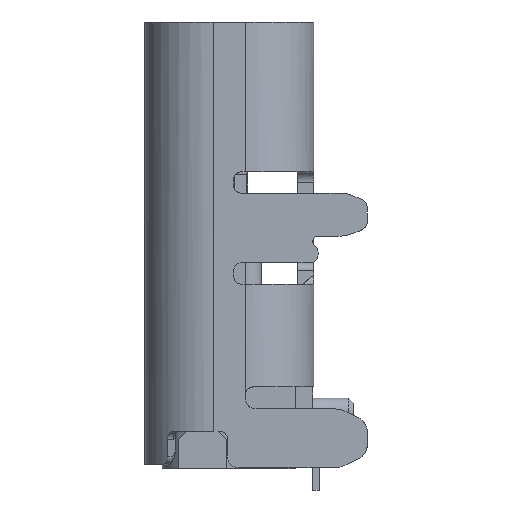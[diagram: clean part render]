
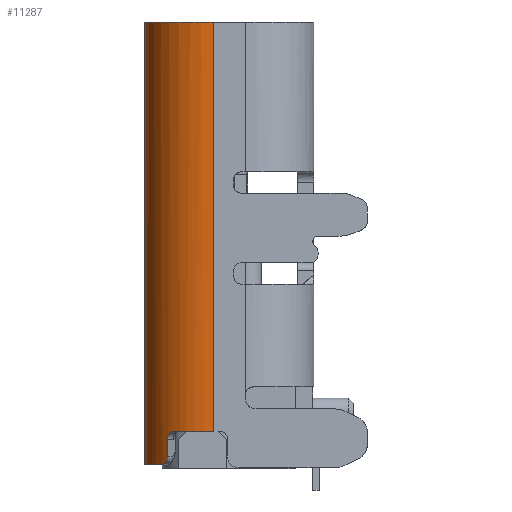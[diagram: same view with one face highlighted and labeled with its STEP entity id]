
A CAD part, left-side view. The second image highlights one B-rep face of the part: STEP entity #11287.
In plain terms, the highlighted cylindrical face has radius 1.28 mm (diameter 2.56 mm), a partial arc.
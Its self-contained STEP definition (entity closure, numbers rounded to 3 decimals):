
#1178 = B_SPLINE_CURVE_WITH_KNOTS ( 'NONE', 3,
 ( #48123, #39943, #20507, #48365, #40195, #13080 ),
 .UNSPECIFIED., .F., .F.,
 ( 4, 2, 4 ),
 ( 0., 0.5, 1. ),
 .UNSPECIFIED. ) ;
#2464 = CARTESIAN_POINT ( 'NONE',  ( 112.115, 2.416, -37.925 ) ) ;
#4576 = CARTESIAN_POINT ( 'NONE',  ( 111.772, 2.105, -37.408 ) ) ;
#4858 = CARTESIAN_POINT ( 'NONE',  ( 111.678, 1.986, -37.3 ) ) ;
#4904 = DIRECTION ( 'NONE',  ( 1., 0., 0. ) ) ;
#5614 = ORIENTED_EDGE ( 'NONE', *, *, #28059, .T. ) ;
#6334 = VECTOR ( 'NONE', #37674, 1000. ) ;
#6830 = CARTESIAN_POINT ( 'NONE',  ( 111.584, 1.836, -37.3 ) ) ;
#6862 = ORIENTED_EDGE ( 'NONE', *, *, #9708, .T. ) ;
#7238 = CARTESIAN_POINT ( 'NONE',  ( 111.884, 2.215, -37.925 ) ) ;
#7664 = AXIS2_PLACEMENT_3D ( 'NONE', #31101, #26610, #15086 ) ;
#8372 = ORIENTED_EDGE ( 'NONE', *, *, #37186, .F. ) ;
#8808 = CARTESIAN_POINT ( 'NONE',  ( 111.481, 1.596, -37.3 ) ) ;
#8903 = CARTESIAN_POINT ( 'NONE',  ( 111.773, 2.105, -35.45 ) ) ;
#9435 = VERTEX_POINT ( 'NONE', #4858 ) ;
#9708 = EDGE_CURVE ( 'NONE', #21262, #11497, #31157, .T. ) ;
#10526 = LINE ( 'NONE', #40024, #48144 ) ;
#10808 = CARTESIAN_POINT ( 'NONE',  ( 112.725, 2.53, -37.3 ) ) ;
#11287 = ADVANCED_FACE ( 'NONE', ( #46700 ), #15499, .T. ) ;
#11497 = VERTEX_POINT ( 'NONE', #21134 ) ;
#11874 = EDGE_CURVE ( 'NONE', #39908, #27582, #33493, .T. ) ;
#12298 = EDGE_CURVE ( 'NONE', #31425, #19234, #33866, .T. ) ;
#12327 = CARTESIAN_POINT ( 'NONE',  ( 111.549, 1.755, -37.3 ) ) ;
#12896 = CARTESIAN_POINT ( 'NONE',  ( 112.725, 2.53, -29.65 ) ) ;
#13080 = CARTESIAN_POINT ( 'NONE',  ( 111.773, 2.105, -37.775 ) ) ;
#13256 = CARTESIAN_POINT ( 'NONE',  ( 111.762, 2.094, -37.373 ) ) ;
#14463 = CARTESIAN_POINT ( 'NONE',  ( 112.725, 2.53, -37.925 ) ) ;
#15086 = DIRECTION ( 'NONE',  ( 1., 0., 0. ) ) ;
#15499 = CYLINDRICAL_SURFACE ( 'NONE', #7664, 1.28 ) ;
#15663 = CARTESIAN_POINT ( 'NONE',  ( 112.419, 2.53, -37.925 ) ) ;
#15967 = EDGE_CURVE ( 'NONE', #31207, #24088, #36719, .T. ) ;
#16756 = B_SPLINE_CURVE_WITH_KNOTS ( 'NONE', 3,
 ( #44201, #4576, #13256, #28617, #16840, #28376 ),
 .UNSPECIFIED., .F., .F.,
 ( 4, 2, 4 ),
 ( 0., 0.5, 1. ),
 .UNSPECIFIED. ) ;
#16840 = CARTESIAN_POINT ( 'NONE',  ( 111.702, 2.02, -37.3 ) ) ;
#16968 = CARTESIAN_POINT ( 'NONE',  ( 111.445, 1.423, -37.3 ) ) ;
#19234 = VERTEX_POINT ( 'NONE', #34477 ) ;
#20507 = CARTESIAN_POINT ( 'NONE',  ( 111.826, 2.161, -37.911 ) ) ;
#21134 = CARTESIAN_POINT ( 'NONE',  ( 111.773, 2.105, -37.45 ) ) ;
#21262 = VERTEX_POINT ( 'NONE', #48363 ) ;
#21935 = CARTESIAN_POINT ( 'NONE',  ( 111.627, 1.914, -37.3 ) ) ;
#22284 = ORIENTED_EDGE ( 'NONE', *, *, #12298, .F. ) ;
#22451 = AXIS2_PLACEMENT_3D ( 'NONE', #36109, #24339, #4904 ) ;
#23537 = ORIENTED_EDGE ( 'NONE', *, *, #41699, .T. ) ;
#23698 = B_SPLINE_CURVE_WITH_KNOTS ( 'NONE', 3,
 ( #38048, #21935, #6830, #49306 ),
 .UNSPECIFIED., .F., .F.,
 ( 4, 4 ),
 ( 0., 1. ),
 .UNSPECIFIED. ) ;
#24088 = VERTEX_POINT ( 'NONE', #29825 ) ;
#24339 = DIRECTION ( 'NONE',  ( 0., 0., 1. ) ) ;
#24658 = ORIENTED_EDGE ( 'NONE', *, *, #11874, .T. ) ;
#25754 = CARTESIAN_POINT ( 'NONE',  ( 112.725, 2.53, -37.925 ) ) ;
#26121 = DIRECTION ( 'NONE',  ( 0., 0., 1. ) ) ;
#26610 = DIRECTION ( 'NONE',  ( 0., 0., 1. ) ) ;
#27582 = VERTEX_POINT ( 'NONE', #32984 ) ;
#28059 = EDGE_CURVE ( 'NONE', #9435, #39908, #23698, .T. ) ;
#28094 = DIRECTION ( 'NONE',  ( 0., 0., 1. ) ) ;
#28376 = CARTESIAN_POINT ( 'NONE',  ( 111.678, 1.986, -37.3 ) ) ;
#28407 = ORIENTED_EDGE ( 'NONE', *, *, #30530, .T. ) ;
#28617 = CARTESIAN_POINT ( 'NONE',  ( 111.724, 2.048, -37.315 ) ) ;
#28999 = CARTESIAN_POINT ( 'NONE',  ( 111.445, 1.25, -37.3 ) ) ;
#29825 = CARTESIAN_POINT ( 'NONE',  ( 111.884, 2.215, -37.925 ) ) ;
#30530 = EDGE_CURVE ( 'NONE', #11497, #9435, #16756, .T. ) ;
#31101 = CARTESIAN_POINT ( 'NONE',  ( 112.725, 1.25, -35.45 ) ) ;
#31157 = LINE ( 'NONE', #8903, #38975 ) ;
#31207 = VERTEX_POINT ( 'NONE', #14463 ) ;
#31425 = VERTEX_POINT ( 'NONE', #12896 ) ;
#32984 = CARTESIAN_POINT ( 'NONE',  ( 111.445, 1.25, -37.3 ) ) ;
#33493 = B_SPLINE_CURVE_WITH_KNOTS ( 'NONE', 3,
 ( #48433, #8808, #16968, #28999 ),
 .UNSPECIFIED., .F., .F.,
 ( 4, 4 ),
 ( 0., 1. ),
 .UNSPECIFIED. ) ;
#33866 = CIRCLE ( 'NONE', #22451, 1.28 ) ;
#34477 = CARTESIAN_POINT ( 'NONE',  ( 111.445, 1.25, -29.65 ) ) ;
#36109 = CARTESIAN_POINT ( 'NONE',  ( 112.725, 1.25, -29.65 ) ) ;
#36719 = B_SPLINE_CURVE_WITH_KNOTS ( 'NONE', 3,
 ( #25754, #15663, #2464, #7238 ),
 .UNSPECIFIED., .F., .F.,
 ( 4, 4 ),
 ( 0., 1. ),
 .UNSPECIFIED. ) ;
#37186 = EDGE_CURVE ( 'NONE', #31207, #31425, #46085, .T. ) ;
#37674 = DIRECTION ( 'NONE',  ( 0., 0., 1. ) ) ;
#38048 = CARTESIAN_POINT ( 'NONE',  ( 111.678, 1.986, -37.3 ) ) ;
#38903 = EDGE_CURVE ( 'NONE', #24088, #21262, #1178, .T. ) ;
#38975 = VECTOR ( 'NONE', #28094, 1000. ) ;
#39011 = EDGE_LOOP ( 'NONE', ( #8372, #46943, #39471, #6862, #28407, #5614, #24658, #23537, #22284 ) ) ;
#39471 = ORIENTED_EDGE ( 'NONE', *, *, #38903, .T. ) ;
#39908 = VERTEX_POINT ( 'NONE', #12327 ) ;
#39943 = CARTESIAN_POINT ( 'NONE',  ( 111.852, 2.187, -37.925 ) ) ;
#40024 = CARTESIAN_POINT ( 'NONE',  ( 111.445, 1.25, -35.45 ) ) ;
#40195 = CARTESIAN_POINT ( 'NONE',  ( 111.773, 2.105, -37.818 ) ) ;
#41699 = EDGE_CURVE ( 'NONE', #27582, #19234, #10526, .T. ) ;
#44201 = CARTESIAN_POINT ( 'NONE',  ( 111.773, 2.105, -37.45 ) ) ;
#46085 = LINE ( 'NONE', #10808, #6334 ) ;
#46700 = FACE_OUTER_BOUND ( 'NONE', #39011, .T. ) ;
#46943 = ORIENTED_EDGE ( 'NONE', *, *, #15967, .T. ) ;
#48123 = CARTESIAN_POINT ( 'NONE',  ( 111.884, 2.215, -37.925 ) ) ;
#48144 = VECTOR ( 'NONE', #26121, 1000. ) ;
#48363 = CARTESIAN_POINT ( 'NONE',  ( 111.773, 2.105, -37.775 ) ) ;
#48365 = CARTESIAN_POINT ( 'NONE',  ( 111.783, 2.117, -37.854 ) ) ;
#48433 = CARTESIAN_POINT ( 'NONE',  ( 111.549, 1.755, -37.3 ) ) ;
#49306 = CARTESIAN_POINT ( 'NONE',  ( 111.549, 1.755, -37.3 ) ) ;
